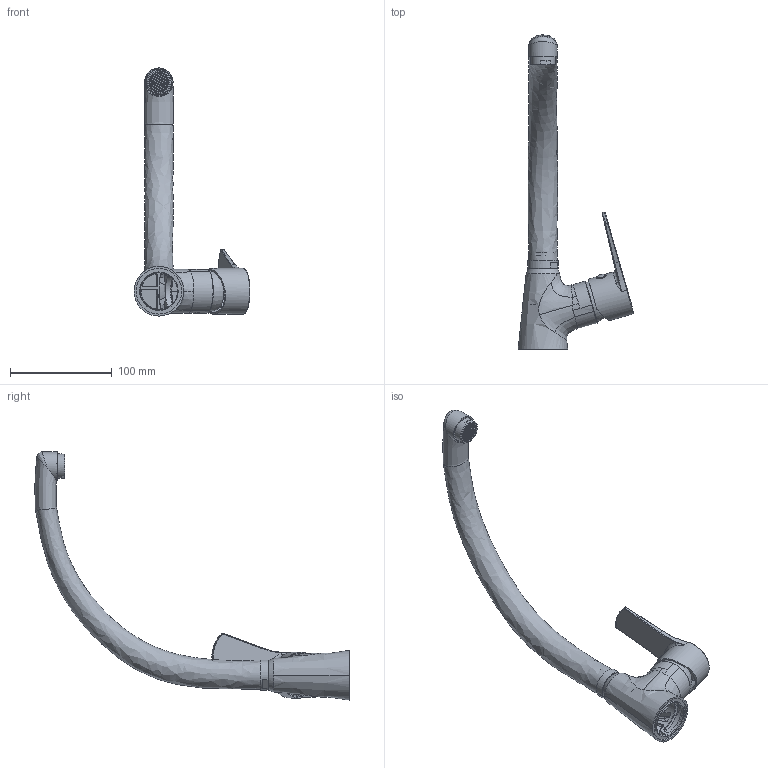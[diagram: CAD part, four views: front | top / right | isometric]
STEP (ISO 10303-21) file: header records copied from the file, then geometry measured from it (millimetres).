
FILE_DESCRIPTION (( 'STEP AP203' ), '1' );
FILE_NAME ('18EP00789.STEP', '2020-12-21T09:41:33', ( '' ), ( '' ), 'SwSTEP 2.0', 'SolidWorks 2018', '' );
FILE_SCHEMA (( 'CONFIG_CONTROL_DESIGN' ));
Products named in the file (1): 18EP00789
Bounding box: 114.13 x 309.43 x 244.27 mm (x, y, z)
Volume: 100555.5 mm3; surface area: 119621.5 mm2
Topology: 9 solids, 9 shells, 1324 faces, 3611 edges, 2357 vertices
Faces by surface type: plane 956, bspline 207, cylinder 125, cone 25, torus 10, sphere 1
Full cylindrical faces by diameter (mm): 4.2 x1, 6.8 x2, 9.5 x1, 16 x1, 17 x1, 19 x1, 19.5 x1, 19.6 x1, 20 x2, 21 x1, 21.1 x1, 21.5 x1, 22 x1, 22.5 x2, 23 x2, 23.85 x1, 24 x1, 24.5 x2, 25.7 x2, 26 x2, 27 x1, 28 x1, 30 x1, 31 x1, 34 x1, 35.8 x2, 36.938 x1, 37 x1, 38 x1, 39 x1
Entity records: 75414 total; most frequent: CARTESIAN_POINT 44067, ORIENTED_EDGE 6994, DIRECTION 5359, EDGE_CURVE 3497, VECTOR 2523, LINE 2523, VERTEX_POINT 2326, EDGE_LOOP 1621
